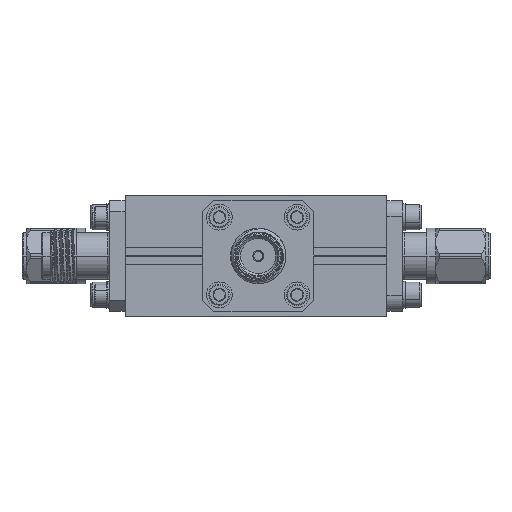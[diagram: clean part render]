
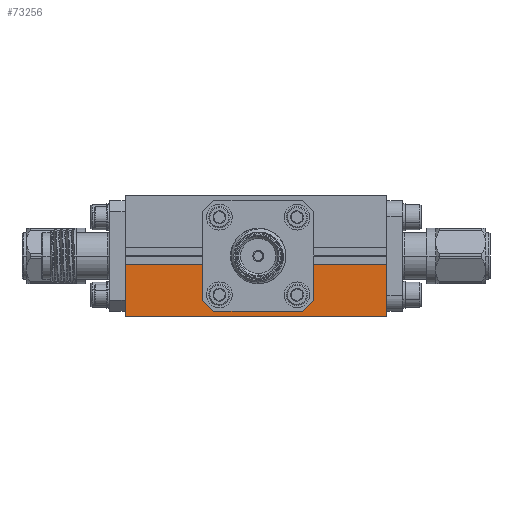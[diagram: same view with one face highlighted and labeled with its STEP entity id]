
A CAD part, left-side view. The second image highlights one B-rep face of the part: STEP entity #73256.
In plain terms, the highlighted planar face has unit normal (-1, 0, 0).
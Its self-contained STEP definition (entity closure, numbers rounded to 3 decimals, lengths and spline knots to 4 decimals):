
#1034 = VERTEX_POINT ( 'NONE', #33233 ) ;
#6962 = AXIS2_PLACEMENT_3D ( 'NONE', #58803, #78831, #66103 ) ;
#7836 = ORIENTED_EDGE ( 'NONE', *, *, #26260, .F. ) ;
#13801 = EDGE_CURVE ( 'NONE', #73976, #56562, #82335, .T. ) ;
#21127 = EDGE_LOOP ( 'NONE', ( #7836, #44357, #23647, #51613 ) ) ;
#23647 = ORIENTED_EDGE ( 'NONE', *, *, #47305, .T. ) ;
#24559 = CARTESIAN_POINT ( 'NONE',  ( -0.85, -0.59, -0.275 ) ) ;
#24624 = PLANE ( 'NONE',  #6962 ) ;
#26260 = EDGE_CURVE ( 'NONE', #73976, #31720, #56066, .T. ) ;
#31138 = CARTESIAN_POINT ( 'NONE',  ( -0.85, 0.59, 0.275 ) ) ;
#31720 = VERTEX_POINT ( 'NONE', #44328 ) ;
#33233 = CARTESIAN_POINT ( 'NONE',  ( -0.85, -0.59, -0.275 ) ) ;
#37931 = VECTOR ( 'NONE', #44143, 39.3701 ) ;
#44143 = DIRECTION ( 'NONE',  ( 0., 0., -1. ) ) ;
#44328 = CARTESIAN_POINT ( 'NONE',  ( -0.85, -0.59, -0.04 ) ) ;
#44357 = ORIENTED_EDGE ( 'NONE', *, *, #13801, .T. ) ;
#47305 = EDGE_CURVE ( 'NONE', #56562, #1034, #54416, .T. ) ;
#48832 = CARTESIAN_POINT ( 'NONE',  ( -0.85, -0.59, 0.275 ) ) ;
#51613 = ORIENTED_EDGE ( 'NONE', *, *, #75638, .F. ) ;
#54416 = LINE ( 'NONE', #24559, #66353 ) ;
#56066 = LINE ( 'NONE', #60844, #73401 ) ;
#56562 = VERTEX_POINT ( 'NONE', #80985 ) ;
#58803 = CARTESIAN_POINT ( 'NONE',  ( -0.85, -0.59, 0.275 ) ) ;
#60142 = LINE ( 'NONE', #48832, #74267 ) ;
#60548 = DIRECTION ( 'NONE',  ( 0., -1., 0. ) ) ;
#60844 = CARTESIAN_POINT ( 'NONE',  ( -0.85, -0.59, -0.04 ) ) ;
#62435 = DIRECTION ( 'NONE',  ( 0., 0., -1. ) ) ;
#66103 = DIRECTION ( 'NONE',  ( 0., 0., -1. ) ) ;
#66353 = VECTOR ( 'NONE', #72990, 39.3701 ) ;
#72990 = DIRECTION ( 'NONE',  ( 0., -1., 0. ) ) ;
#73256 = ADVANCED_FACE ( 'NONE', ( #79842 ), #24624, .F. ) ;
#73401 = VECTOR ( 'NONE', #60548, 39.3701 ) ;
#73976 = VERTEX_POINT ( 'NONE', #88801 ) ;
#74267 = VECTOR ( 'NONE', #62435, 39.3701 ) ;
#75638 = EDGE_CURVE ( 'NONE', #31720, #1034, #60142, .T. ) ;
#78831 = DIRECTION ( 'NONE',  ( 1., 0., 0. ) ) ;
#79842 = FACE_OUTER_BOUND ( 'NONE', #21127, .T. ) ;
#80985 = CARTESIAN_POINT ( 'NONE',  ( -0.85, 0.59, -0.275 ) ) ;
#82335 = LINE ( 'NONE', #31138, #37931 ) ;
#88801 = CARTESIAN_POINT ( 'NONE',  ( -0.85, 0.59, -0.04 ) ) ;
